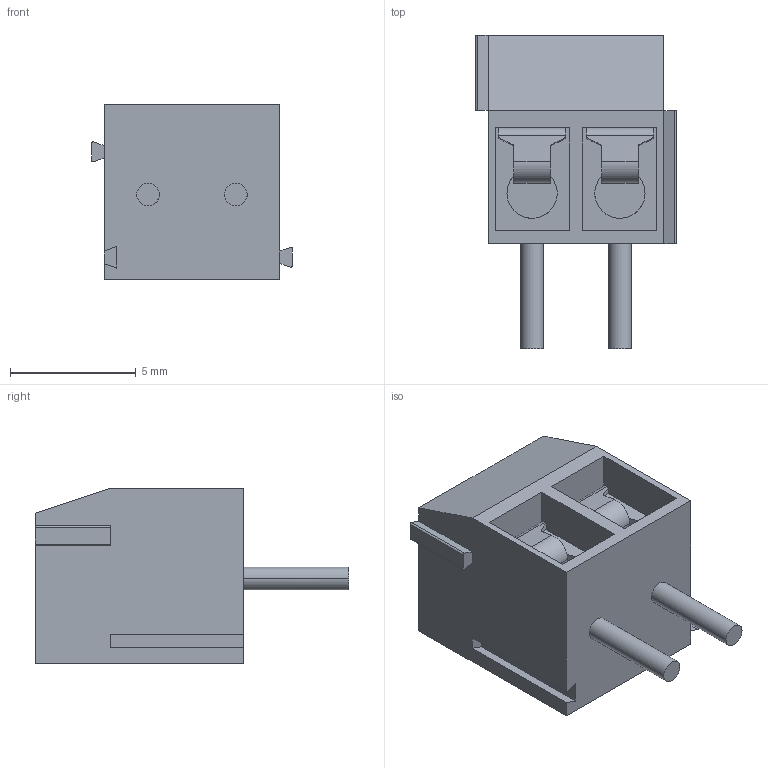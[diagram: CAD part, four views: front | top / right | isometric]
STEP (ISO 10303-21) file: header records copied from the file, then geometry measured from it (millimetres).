
FILE_DESCRIPTION(/* description */ (''),/* implementation_level */ '2;1');
FILE_NAME(/* name */ 'CONNEC~1',/* time_stamp */ '2019-04-18T14:17:41+02:00',/* author */ (''),/* organization */ (''),/* preprocessor_version */ 'ST-DEVELOPER v15',/* originating_system */ '',/* authorisation */ '');
FILE_SCHEMA (('AUTOMOTIVE_DESIGN'));
Length unit declared in the file: millimetre
Products named in the file (1): Document
Bounding box: 8 x 12.5 x 7 mm (x, y, z)
Surface area: 468.3 mm2 (no closed solid volume)
Topology: 0 solids, 1 shells, 133 faces, 356 edges, 230 vertices
Faces by surface type: plane 101, bspline 32
Entity records: 4156 total; most frequent: CARTESIAN_POINT 1817, ORIENTED_EDGE 706, EDGE_CURVE 356, B_SPLINE_CURVE_WITH_KNOTS 296, VERTEX_POINT 230, EDGE_LOOP 143, ADVANCED_FACE 133, FACE_OUTER_BOUND 133
